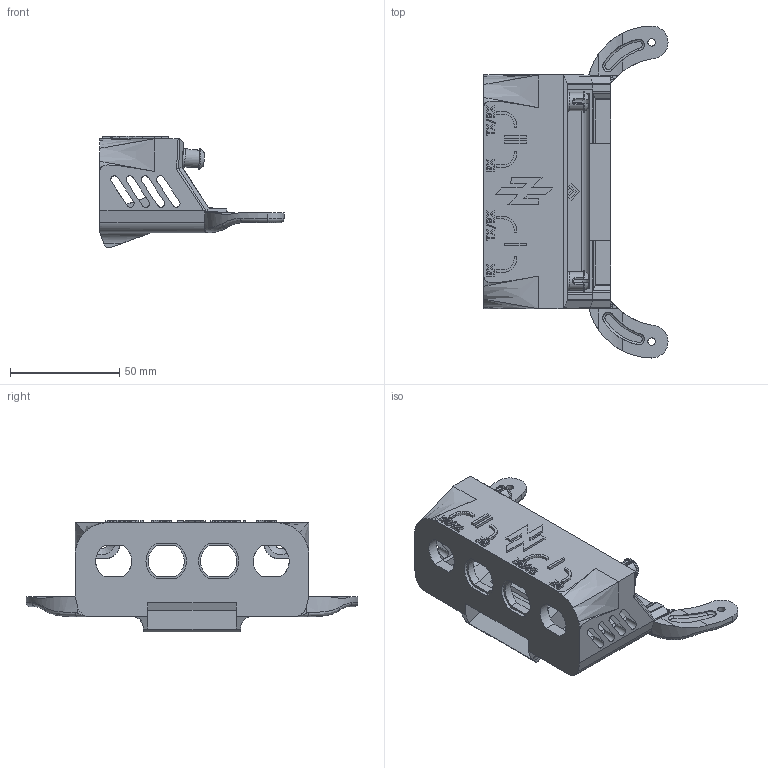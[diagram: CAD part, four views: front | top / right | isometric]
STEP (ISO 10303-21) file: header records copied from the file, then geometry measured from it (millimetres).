
FILE_DESCRIPTION(/* description */ ('STEP AP214'),/* implementation_level */ '2;1');
FILE_NAME(/* name */ 'dji_rm510b_4Ntype_mount_hdmi_IN.step',/* time_stamp */ '2025-03-28T11:48:25+02:00',/* author */ (''),/* organization */ (''),/* preprocessor_version */ 'ST-DEVELOPER v20.1',/* originating_system */ 'Autodesk Translation Framework v14.4.0.0',/* authorisation */ '');
FILE_SCHEMA (('AUTOMOTIVE_DESIGN { 1 0 10303 214 3 1 1 }'));
Products named in the file (1): 4Ntype_Mount_air_HDMI_wings_
Bounding box: 84.2 x 151.83 x 51.15 mm (x, y, z)
Volume: 76792.9 mm3; surface area: 41633.8 mm2
Topology: 1 solids, 3 shells, 1330 faces, 3683 edges, 2418 vertices
Faces by surface type: plane 666, bspline 461, cylinder 162, torus 28, cone 8, sphere 5
Full cylindrical faces by diameter (mm): 2.2 x3, 3.4 x2, 6 x2, 6.5 x2, 8.5 x2
Entity records: 51889 total; most frequent: CARTESIAN_POINT 20897, ORIENTED_EDGE 7366, DIRECTION 4840, EDGE_CURVE 3683, VERTEX_POINT 2418, LINE 2312, VECTOR 2312, EDGE_LOOP 1429
